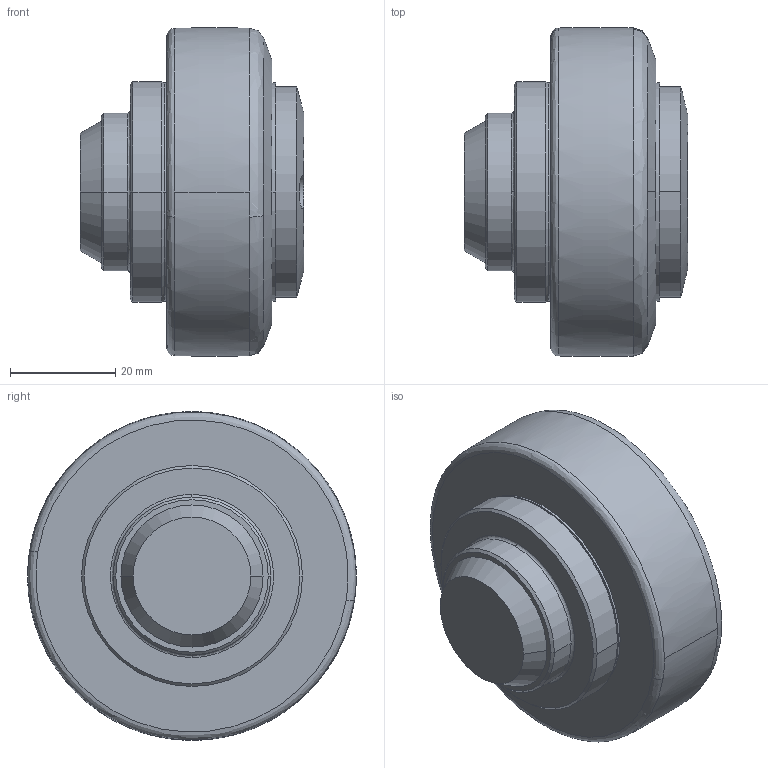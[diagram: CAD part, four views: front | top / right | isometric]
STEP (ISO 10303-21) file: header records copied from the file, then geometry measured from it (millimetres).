
FILE_DESCRIPTION (( 'STEP AP214' ), '1' );
FILE_NAME ('TR-060.0360-Rollco.step', '2023-04-28T07:40:05', ( '' ), ( '' ), 'SwSTEP 2.0', 'SolidWorks 2010', '' );
FILE_SCHEMA (( 'AUTOMOTIVE_DESIGN' ));
Length unit declared in the file: millimetre
Products named in the file (1): TR-060.0360-Rollco
Bounding box: 42.5 x 62.5 x 62.5 mm (x, y, z)
Volume: 82311.1 mm3; surface area: 11932.9 mm2
Topology: 1 solids, 1 shells, 70 faces, 154 edges, 94 vertices
Faces by surface type: cylinder 26, cone 20, plane 12, bspline 10, torus 2
Entity records: 2754 total; most frequent: CARTESIAN_POINT 774, DIRECTION 360, ORIENTED_EDGE 308, AXIS2_PLACEMENT_3D 157, EDGE_CURVE 154, CIRCLE 96, VERTEX_POINT 94, EDGE_LOOP 78
